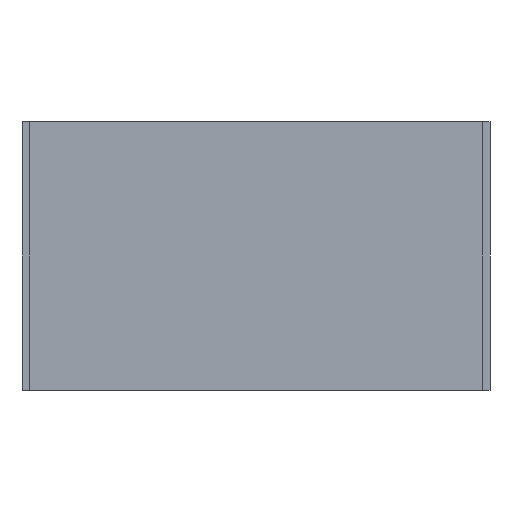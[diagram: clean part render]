
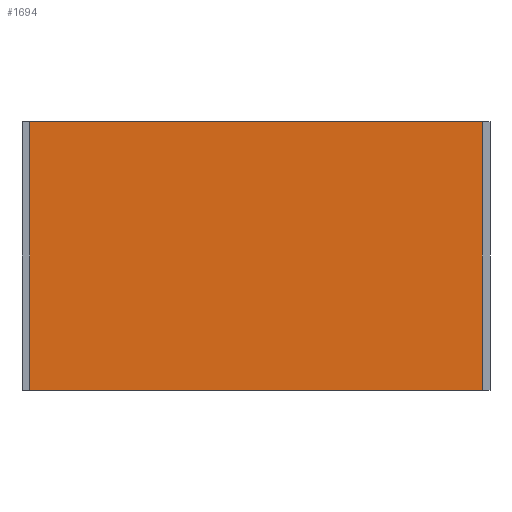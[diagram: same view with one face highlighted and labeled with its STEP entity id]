
A CAD part, front view. The second image highlights one B-rep face of the part: STEP entity #1694.
In plain terms, the highlighted planar face has unit normal (0, -1, 0).
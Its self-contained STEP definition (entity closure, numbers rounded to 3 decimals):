
#110=PLANE('',#1873);
#202=FACE_OUTER_BOUND('',#332,.T.);
#332=EDGE_LOOP('',(#1503,#1504,#1505,#1506));
#455=LINE('',#2679,#607);
#473=LINE('',#2734,#625);
#493=LINE('',#2813,#645);
#494=LINE('',#2815,#646);
#607=VECTOR('',#2162,10.);
#625=VECTOR('',#2220,10.);
#645=VECTOR('',#2316,10.);
#646=VECTOR('',#2319,10.);
#831=VERTEX_POINT('',#2676);
#832=VERTEX_POINT('',#2678);
#848=VERTEX_POINT('',#2731);
#849=VERTEX_POINT('',#2733);
#1023=EDGE_CURVE('',#831,#832,#455,.T.);
#1049=EDGE_CURVE('',#849,#848,#473,.T.);
#1085=EDGE_CURVE('',#831,#849,#493,.T.);
#1086=EDGE_CURVE('',#848,#832,#494,.T.);
#1503=ORIENTED_EDGE('',*,*,#1023,.F.);
#1504=ORIENTED_EDGE('',*,*,#1085,.T.);
#1505=ORIENTED_EDGE('',*,*,#1049,.T.);
#1506=ORIENTED_EDGE('',*,*,#1086,.T.);
#1694=ADVANCED_FACE('',(#202),#110,.F.);
#1873=AXIS2_PLACEMENT_3D('',#2816,#2320,#2321);
#2162=DIRECTION('',(0.,0.,-1.));
#2220=DIRECTION('',(0.,0.,-1.));
#2316=DIRECTION('',(-1.,0.,0.));
#2319=DIRECTION('',(1.,0.,0.));
#2320=DIRECTION('center_axis',(0.,1.,0.));
#2321=DIRECTION('ref_axis',(1.,0.,0.));
#2676=CARTESIAN_POINT('',(175.,0.,102.));
#2678=CARTESIAN_POINT('',(175.,0.,0.));
#2679=CARTESIAN_POINT('',(175.,0.,102.));
#2731=CARTESIAN_POINT('',(3.,0.,0.));
#2733=CARTESIAN_POINT('',(3.,0.,102.));
#2734=CARTESIAN_POINT('',(3.,0.,102.));
#2813=CARTESIAN_POINT('',(178.,0.,102.));
#2815=CARTESIAN_POINT('',(0.,0.,0.));
#2816=CARTESIAN_POINT('Origin',(89.,0.,51.));
